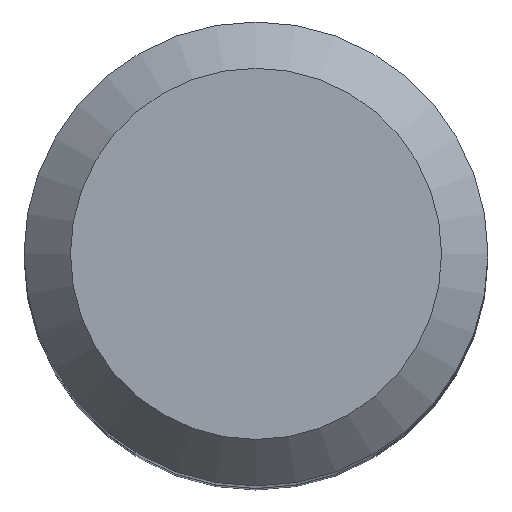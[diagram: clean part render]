
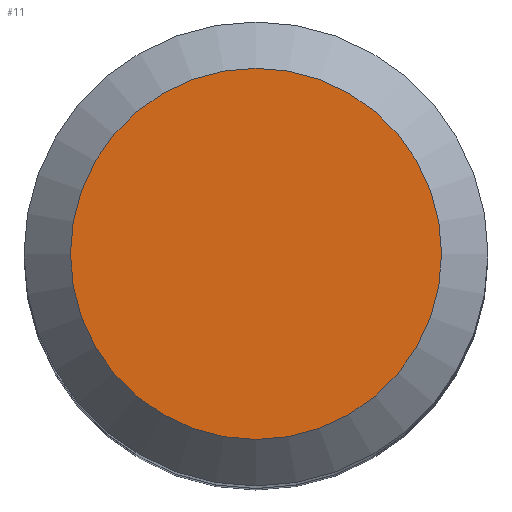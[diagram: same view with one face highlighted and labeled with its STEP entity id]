
A CAD part, top view. The second image highlights one B-rep face of the part: STEP entity #11.
In plain terms, the highlighted planar face has unit normal (0, 0, 1).
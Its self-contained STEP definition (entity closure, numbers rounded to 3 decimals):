
#11 = ADVANCED_FACE ( 'NONE', ( #145 ), #249, .F. ) ;
#33 = CARTESIAN_POINT ( 'NONE',  ( 0., 8., 104. ) ) ;
#67 = AXIS2_PLACEMENT_3D ( 'NONE', #211, #179, #98 ) ;
#98 = DIRECTION ( 'NONE',  ( 0., 1., 0. ) ) ;
#106 = CIRCLE ( 'NONE', #67, 8. ) ;
#122 = AXIS2_PLACEMENT_3D ( 'NONE', #189, #224, #221 ) ;
#135 = EDGE_CURVE ( 'NONE', #217, #217, #106, .T. ) ;
#145 = FACE_OUTER_BOUND ( 'NONE', #227, .T. ) ;
#168 = ORIENTED_EDGE ( 'NONE', *, *, #135, .F. ) ;
#179 = DIRECTION ( 'NONE',  ( 0., 0., -1. ) ) ;
#189 = CARTESIAN_POINT ( 'NONE',  ( 0., 0., 104. ) ) ;
#211 = CARTESIAN_POINT ( 'NONE',  ( 0., 0., 104. ) ) ;
#217 = VERTEX_POINT ( 'NONE', #33 ) ;
#221 = DIRECTION ( 'NONE',  ( 0., 1., 0. ) ) ;
#224 = DIRECTION ( 'NONE',  ( 0., 0., -1. ) ) ;
#227 = EDGE_LOOP ( 'NONE', ( #168 ) ) ;
#249 = PLANE ( 'NONE',  #122 ) ;
